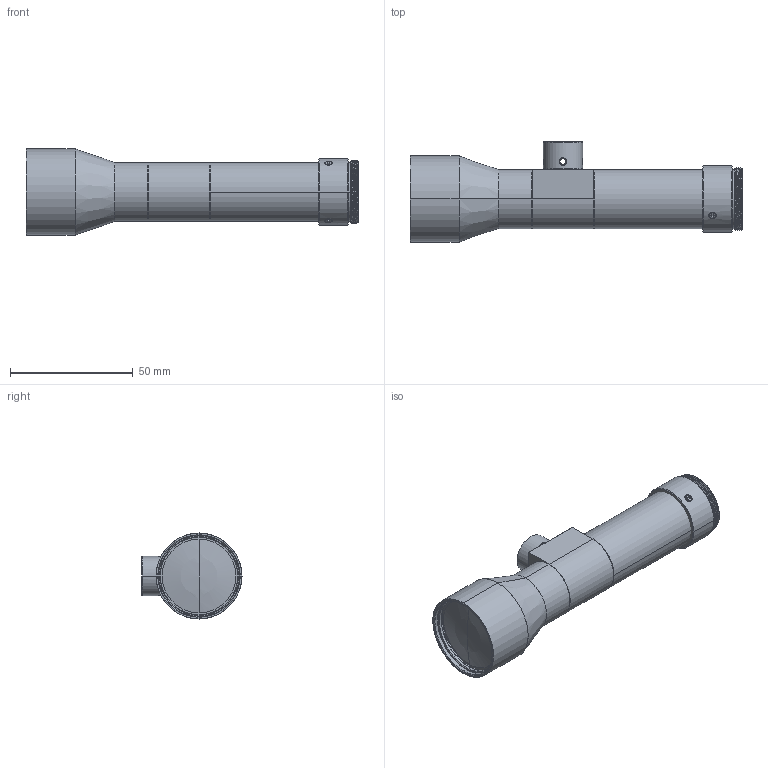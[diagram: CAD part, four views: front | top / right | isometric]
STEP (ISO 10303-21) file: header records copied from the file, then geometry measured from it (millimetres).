
FILE_DESCRIPTION(('FreeCAD Model'),'2;1');
FILE_NAME('Open CASCADE Shape Model','2025-01-22T13:42:31',(''),(''), 'Open CASCADE STEP processor 7.8','FreeCAD','Unknown');
FILE_SCHEMA(('AUTOMOTIVE_DESIGN { 1 0 10303 214 1 1 1 1 }'));
Length unit declared in the file: millimetre
Products named in the file (13): VA-LCM-TC-1-0.8X-WD110-015; 202_ASM; 502; 307; SOLID; SHELL; 507; 201_ASM; 501; 204_ASM; 503; 504; JD30303011
Assembly tree (14 placements, depth 4):
  VA-LCM-TC-1-0.8X-WD110-015
    202_ASM
      502
      307
        SOLID
        SHELL
      507
    201_ASM
      501
    204_ASM
      503
    504
    JD30303011  x3
Bounding box: 134.97 x 40.7 x 35 mm (x, y, z)
Volume: 74187.8 mm3; surface area: 22828.1 mm2
Topology: 9 solids, 10 shells, 400 faces, 956 edges, 595 vertices
Faces by surface type: cylinder 159, plane 96, cone 81, bspline 58, revolution 4, sphere 2
Entity records: 25637 total; most frequent: CARTESIAN_POINT 17174, ORIENTED_EDGE 1776, DIRECTION 1509, EDGE_CURVE 890, AXIS2_PLACEMENT_3D 566, VERTEX_POINT 555, FACE_BOUND 412, EDGE_LOOP 412
